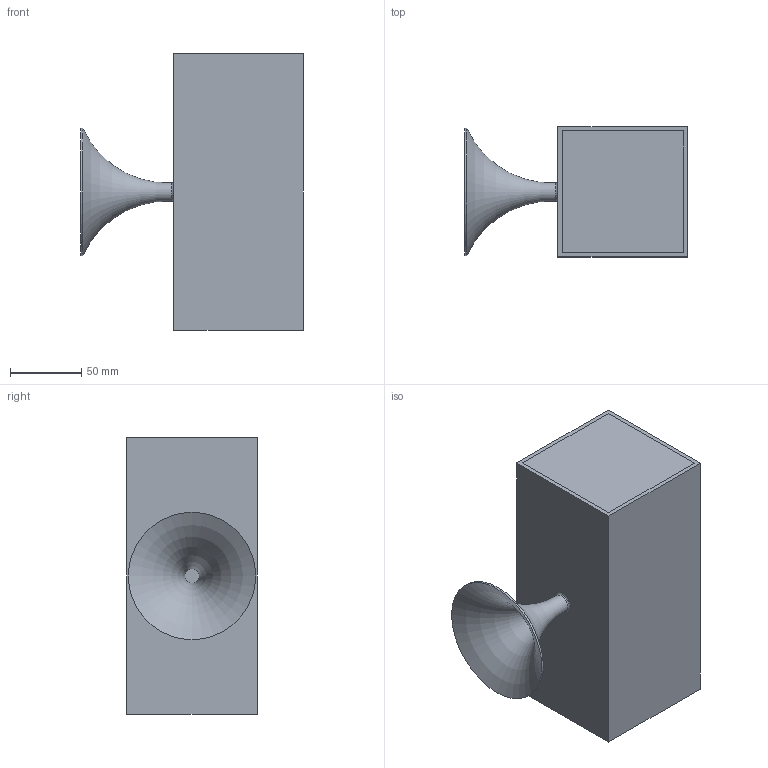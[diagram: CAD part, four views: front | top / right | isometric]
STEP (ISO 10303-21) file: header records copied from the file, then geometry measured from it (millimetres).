
FILE_DESCRIPTION(/* description */ (''),/* implementation_level */ '2;1');
FILE_NAME(/* name */ 'Sound Device D1 V1 v8.step',/* time_stamp */ '2018-06-27T20:06:45+06:00',/* author */ (''),/* organization */ (''),/* preprocessor_version */ 'ST-DEVELOPER v17',/* originating_system */ 'Autodesk Translation Framework v7.1.0.215',/* authorisation */ '');
FILE_SCHEMA (('AUTOMOTIVE_DESIGN { 1 0 10303 214 3 1 1 }'));
Length unit declared in the file: millimetre
Products named in the file (1): Sound Device D1 V1
Bounding box: 156.34 x 91.32 x 193.96 mm (x, y, z)
Volume: 276659.1 mm3; surface area: 187628.3 mm2
Topology: 3 solids, 3 shells, 23 faces, 55 edges, 38 vertices
Faces by surface type: plane 18, torus 3, cylinder 2
Full cylindrical faces by diameter (mm): 12.829 x1, 89.321 x1
Entity records: 731 total; most frequent: DIRECTION 120, CARTESIAN_POINT 117, ORIENTED_EDGE 110, EDGE_CURVE 55, AXIS2_PLACEMENT_3D 41, LINE 38, VECTOR 38, VERTEX_POINT 38
